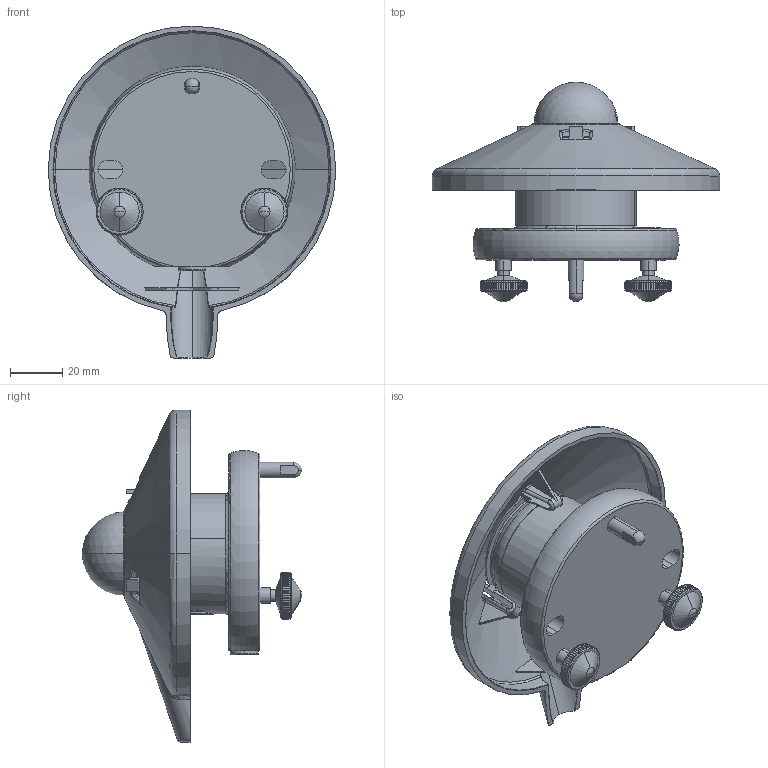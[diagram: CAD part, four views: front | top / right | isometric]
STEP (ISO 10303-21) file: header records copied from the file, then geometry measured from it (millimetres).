
FILE_DESCRIPTION (( 'STEP AP214' ), '1' );
FILE_NAME ('CMP3.STEP', '2014-07-07T07:26:27', ( '' ), ( '' ), 'SwSTEP 2.0', 'SolidWorks 2014', '' );
FILE_SCHEMA (( 'AUTOMOTIVE_DESIGN' ));
Length unit declared in the file: millimetre
Products named in the file (1): CMP3
Bounding box: 110 x 84 x 127 mm (x, y, z)
Volume: 154900.2 mm3; surface area: 46962.3 mm2
Topology: 1 solids, 1 shells, 680 faces, 1898 edges, 1235 vertices
Faces by surface type: plane 365, cylinder 204, bspline 48, cone 28, torus 25, sphere 10
Entity records: 27431 total; most frequent: CARTESIAN_POINT 8073, ORIENTED_EDGE 3788, DIRECTION 2936, EDGE_CURVE 1894, VERTEX_POINT 1235, AXIS2_PLACEMENT_3D 1117, EDGE_LOOP 709, VECTOR 702
